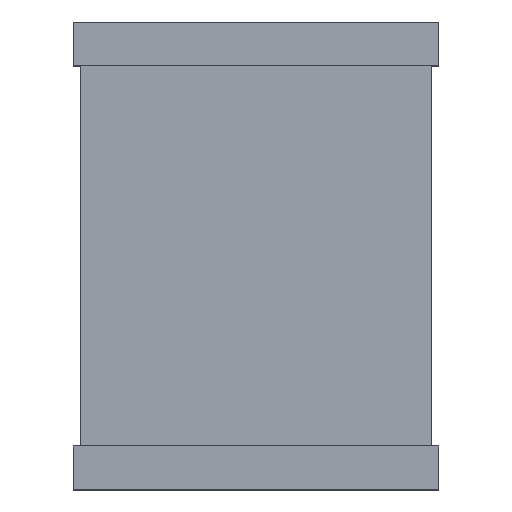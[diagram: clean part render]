
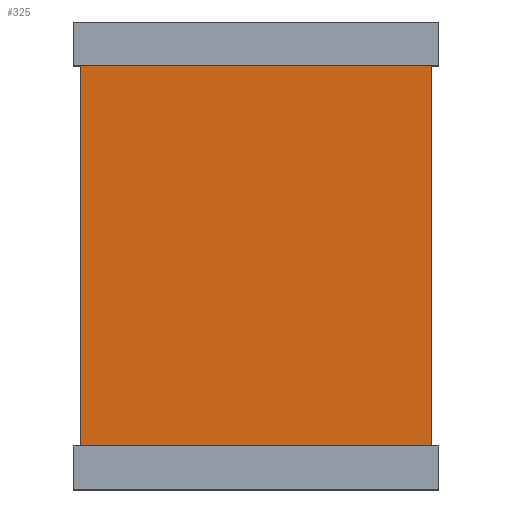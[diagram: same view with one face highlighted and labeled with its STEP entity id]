
A CAD part, top view. The second image highlights one B-rep face of the part: STEP entity #325.
In plain terms, the highlighted planar face has unit normal (0, 0, 1).
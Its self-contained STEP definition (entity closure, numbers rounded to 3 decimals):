
#21=FACE_OUTER_BOUND('',#39,.T.);
#39=EDGE_LOOP('',(#222,#223,#224,#225,#226));
#60=LINE('',#465,#104);
#61=LINE('',#469,#105);
#62=LINE('',#470,#106);
#63=LINE('',#472,#107);
#64=LINE('',#473,#108);
#104=VECTOR('',#381,10.);
#105=VECTOR('',#384,10.);
#106=VECTOR('',#385,10.);
#107=VECTOR('',#386,10.);
#108=VECTOR('',#387,10.);
#146=VERTEX_POINT('',#459);
#148=VERTEX_POINT('',#463);
#149=VERTEX_POINT('',#467);
#150=VERTEX_POINT('',#468);
#151=VERTEX_POINT('',#471);
#177=EDGE_CURVE('',#148,#146,#60,.T.);
#178=EDGE_CURVE('',#149,#150,#61,.T.);
#179=EDGE_CURVE('',#146,#149,#62,.T.);
#180=EDGE_CURVE('',#151,#148,#63,.T.);
#181=EDGE_CURVE('',#150,#151,#64,.T.);
#222=ORIENTED_EDGE('',*,*,#178,.F.);
#223=ORIENTED_EDGE('',*,*,#179,.F.);
#224=ORIENTED_EDGE('',*,*,#177,.F.);
#225=ORIENTED_EDGE('',*,*,#180,.F.);
#226=ORIENTED_EDGE('',*,*,#181,.F.);
#307=PLANE('',#357);
#325=ADVANCED_FACE('',(#21),#307,.F.);
#357=AXIS2_PLACEMENT_3D('',#466,#382,#383);
#381=DIRECTION('',(0.,-1.,0.));
#382=DIRECTION('center_axis',(0.,0.,-1.));
#383=DIRECTION('ref_axis',(-1.,0.,0.));
#384=DIRECTION('',(-1.,0.,0.));
#385=DIRECTION('',(0.,-1.,0.));
#386=DIRECTION('',(1.,0.,0.));
#387=DIRECTION('',(0.,1.,0.));
#459=CARTESIAN_POINT('',(-8.05,9.7,0.5));
#463=CARTESIAN_POINT('',(-8.05,9.7,0.5));
#465=CARTESIAN_POINT('',(-8.05,9.7,0.5));
#466=CARTESIAN_POINT('Origin',(-9.25,8.4,0.5));
#467=CARTESIAN_POINT('',(-8.05,7.1,0.5));
#468=CARTESIAN_POINT('',(-10.45,7.1,0.5));
#469=CARTESIAN_POINT('',(-8.05,7.1,0.5));
#470=CARTESIAN_POINT('',(-8.05,8.4,0.5));
#471=CARTESIAN_POINT('',(-10.45,9.7,0.5));
#472=CARTESIAN_POINT('',(-10.45,9.7,0.5));
#473=CARTESIAN_POINT('',(-10.45,8.4,0.5));
